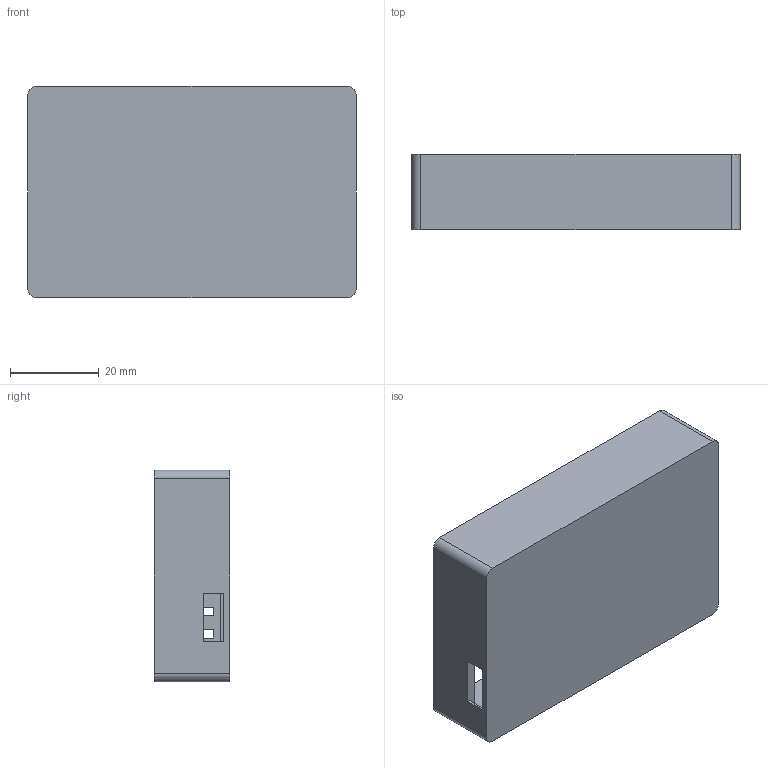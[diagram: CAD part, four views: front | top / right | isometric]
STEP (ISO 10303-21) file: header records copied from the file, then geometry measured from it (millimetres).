
FILE_DESCRIPTION((''),'2;1');
FILE_NAME('SCATOLA_SENSORE','2022-12-26T09:55:59',('alexb'),(''),'CREO PARAMETRIC BY PTC INC, 2022164','CREO PARAMETRIC BY PTC INC, 2022164','');
FILE_SCHEMA(('CONFIG_CONTROL_DESIGN'));
Length unit declared in the file: millimetre
Products named in the file (1): SCATOLA_SENSORE
Bounding box: 74 x 16.96 x 47.75 mm (x, y, z)
Volume: 12372 mm3; surface area: 14906.7 mm2
Topology: 1 solids, 1 shells, 48 faces, 138 edges, 92 vertices
Faces by surface type: plane 40, cylinder 8
Entity records: 1612 total; most frequent: CARTESIAN_POINT 278, ORIENTED_EDGE 276, DIRECTION 250, EDGE_CURVE 138, VECTOR 122, LINE 122, VERTEX_POINT 92, AXIS2_PLACEMENT_3D 64
